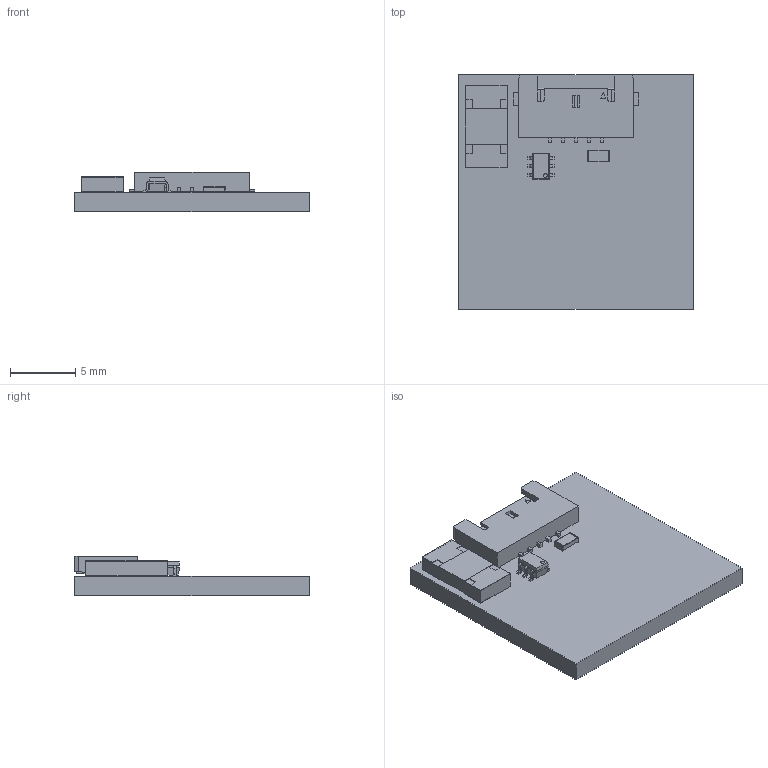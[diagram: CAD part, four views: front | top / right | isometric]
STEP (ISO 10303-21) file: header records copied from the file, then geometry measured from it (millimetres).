
FILE_DESCRIPTION(('Open CASCADE Model'),'2;1');
FILE_NAME('Open CASCADE Shape Model','2021-07-24T00:26:44',('Author'),( 'Open CASCADE'),'Open CASCADE STEP processor 6.8','Open CASCADE 6.8' ,'Unknown');
FILE_SCHEMA(('AUTOMOTIVE_DESIGN { 1 0 10303 214 1 1 1 1 }'));
Length unit declared in the file: millimetre
Products named in the file (17): PCB; Board; Open CASCADE STEP translator 6.8 3.1.1; R3; 6017093184; Mid_Body; Terminal; Open_CASCADE_STEP_translator_6.8_16.2.1; Mark; R2; 35223R3JT; Q1; TPL0401A-10QDCKRQ1; J1; 5037630591; Open CASCADE STEP translator 6.8 3.5.1.1; Open CASCADE STEP translator 6.8 3.5.1.2
Assembly tree (17 placements, depth 5):
  PCB
    Board
      Open CASCADE STEP translator 6.8 3.1.1
    R3
      6017093184
        Mid_Body
        Terminal  x2
          Open_CASCADE_STEP_translator_6.8_16.2.1
        Mark
    R2
      35223R3JT
    Q1
      TPL0401A-10QDCKRQ1
    J1
      5037630591
        Open CASCADE STEP translator 6.8 3.5.1.1
        Open CASCADE STEP translator 6.8 3.5.1.2
Bounding box: 18 x 18 x 3.05 mm (x, y, z)
Volume: 548.7 mm3; surface area: 1107.4 mm2
Topology: 18 solids, 18 shells, 405 faces, 1113 edges, 770 vertices
Faces by surface type: plane 355, cylinder 50
Entity records: 12773 total; most frequent: CARTESIAN_POINT 2256, ORIENTED_EDGE 2122, DIRECTION 2015, EDGE_CURVE 1061, LINE 989, VECTOR 989, VERTEX_POINT 698, AXIS2_PLACEMENT_3D 513
